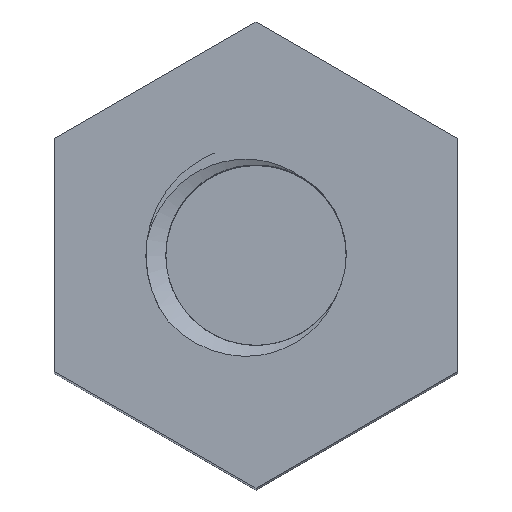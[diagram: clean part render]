
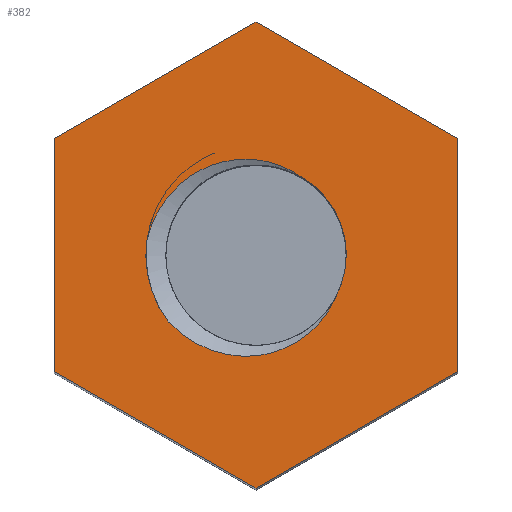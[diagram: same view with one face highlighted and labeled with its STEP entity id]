
A CAD part, top view. The second image highlights one B-rep face of the part: STEP entity #382.
In plain terms, the highlighted planar face has unit normal (0, 0, 1).
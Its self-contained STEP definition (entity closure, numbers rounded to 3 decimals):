
#30=B_SPLINE_CURVE_WITH_KNOTS('',3,(#4206,#4207,#4208,#4209,#4210),
 .UNSPECIFIED.,.F.,.F.,(4,1,4),(0.,0.001,0.003),
 .UNSPECIFIED.);
#31=B_SPLINE_CURVE_WITH_KNOTS('',3,(#4214,#4215,#4216,#4217,#4218),
 .UNSPECIFIED.,.F.,.F.,(4,1,4),(0.,0.001,0.003),
 .UNSPECIFIED.);
#39=PLANE('',#433);
#55=LINE('',#4191,#80);
#56=LINE('',#4194,#81);
#57=LINE('',#4196,#82);
#58=LINE('',#4198,#83);
#59=LINE('',#4200,#84);
#60=LINE('',#4202,#85);
#80=VECTOR('',#491,1000.);
#81=VECTOR('',#492,1000.);
#82=VECTOR('',#493,1000.);
#83=VECTOR('',#494,1000.);
#84=VECTOR('',#495,1000.);
#85=VECTOR('',#496,1000.);
#105=CIRCLE('',#434,1.5);
#106=CIRCLE('',#435,1.23);
#155=ORIENTED_EDGE('',*,*,#238,.T.);
#156=ORIENTED_EDGE('',*,*,#239,.T.);
#157=ORIENTED_EDGE('',*,*,#240,.T.);
#158=ORIENTED_EDGE('',*,*,#241,.T.);
#159=ORIENTED_EDGE('',*,*,#242,.T.);
#160=ORIENTED_EDGE('',*,*,#243,.T.);
#161=ORIENTED_EDGE('',*,*,#244,.F.);
#162=ORIENTED_EDGE('',*,*,#245,.F.);
#163=ORIENTED_EDGE('',*,*,#246,.T.);
#164=ORIENTED_EDGE('',*,*,#247,.F.);
#238=EDGE_CURVE('',#284,#285,#55,.T.);
#239=EDGE_CURVE('',#285,#286,#56,.T.);
#240=EDGE_CURVE('',#286,#287,#57,.T.);
#241=EDGE_CURVE('',#287,#288,#58,.T.);
#242=EDGE_CURVE('',#288,#289,#59,.T.);
#243=EDGE_CURVE('',#289,#284,#60,.T.);
#244=EDGE_CURVE('',#290,#291,#105,.T.);
#245=EDGE_CURVE('',#292,#290,#30,.T.);
#246=EDGE_CURVE('',#292,#293,#106,.T.);
#247=EDGE_CURVE('',#291,#293,#31,.T.);
#284=VERTEX_POINT('',#4192);
#285=VERTEX_POINT('',#4193);
#286=VERTEX_POINT('',#4195);
#287=VERTEX_POINT('',#4197);
#288=VERTEX_POINT('',#4199);
#289=VERTEX_POINT('',#4201);
#290=VERTEX_POINT('',#4204);
#291=VERTEX_POINT('',#4205);
#292=VERTEX_POINT('',#4211);
#293=VERTEX_POINT('',#4213);
#325=EDGE_LOOP('',(#155,#156,#157,#158,#159,#160));
#326=EDGE_LOOP('',(#161,#162,#163,#164));
#352=FACE_BOUND('',#325,.T.);
#353=FACE_BOUND('',#326,.T.);
#382=ADVANCED_FACE('',(#352,#353),#39,.T.);
#433=AXIS2_PLACEMENT_3D('',#4190,#489,#490);
#434=AXIS2_PLACEMENT_3D('',#4203,#497,#498);
#435=AXIS2_PLACEMENT_3D('',#4212,#499,#500);
#489=DIRECTION('',(0.,0.,1.));
#490=DIRECTION('',(1.,0.,0.));
#491=DIRECTION('',(0.,-1.,0.));
#492=DIRECTION('',(0.866,-0.5,0.));
#493=DIRECTION('',(0.866,0.5,0.));
#494=DIRECTION('',(0.,1.,0.));
#495=DIRECTION('',(-0.866,0.5,0.));
#496=DIRECTION('',(-0.866,-0.5,0.));
#497=DIRECTION('',(0.,0.,1.));
#498=DIRECTION('',(1.,0.,0.));
#499=DIRECTION('',(0.,0.,-1.));
#500=DIRECTION('',(0.,-1.,0.));
#4190=CARTESIAN_POINT('',(0.,0.,15.));
#4191=CARTESIAN_POINT('',(-2.75,1.588,15.));
#4192=CARTESIAN_POINT('',(-2.75,1.588,15.));
#4193=CARTESIAN_POINT('',(-2.75,-1.588,15.));
#4194=CARTESIAN_POINT('',(-2.75,-1.588,15.));
#4195=CARTESIAN_POINT('',(0.,-3.175,15.));
#4196=CARTESIAN_POINT('',(0.,-3.175,15.));
#4197=CARTESIAN_POINT('',(2.75,-1.588,15.));
#4198=CARTESIAN_POINT('',(2.75,-1.588,15.));
#4199=CARTESIAN_POINT('',(2.75,1.588,15.));
#4200=CARTESIAN_POINT('',(2.75,1.588,15.));
#4201=CARTESIAN_POINT('',(0.,3.175,15.));
#4202=CARTESIAN_POINT('',(0.,3.175,15.));
#4203=CARTESIAN_POINT('',(0.,0.,15.));
#4204=CARTESIAN_POINT('',(-1.487,0.197,15.));
#4205=CARTESIAN_POINT('',(-1.191,-0.913,15.));
#4206=CARTESIAN_POINT('',(0.615,1.065,15.));
#4207=CARTESIAN_POINT('',(0.25,1.334,15.));
#4208=CARTESIAN_POINT('',(-0.763,1.412,15.));
#4209=CARTESIAN_POINT('',(-1.387,0.638,15.));
#4210=CARTESIAN_POINT('',(-1.487,0.197,15.));
#4211=CARTESIAN_POINT('',(0.615,1.065,15.));
#4212=CARTESIAN_POINT('',(0.,0.,15.));
#4213=CARTESIAN_POINT('',(1.065,-0.615,15.));
#4214=CARTESIAN_POINT('',(-1.191,-0.913,15.));
#4215=CARTESIAN_POINT('',(-0.883,-1.245,15.));
#4216=CARTESIAN_POINT('',(0.044,-1.605,15.));
#4217=CARTESIAN_POINT('',(0.882,-1.03,15.));
#4218=CARTESIAN_POINT('',(1.065,-0.615,15.));
